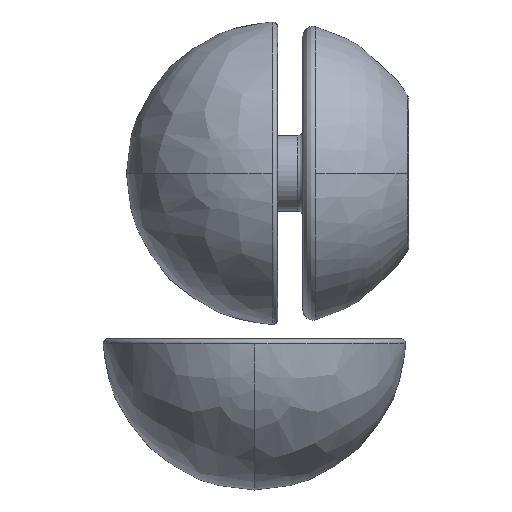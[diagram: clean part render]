
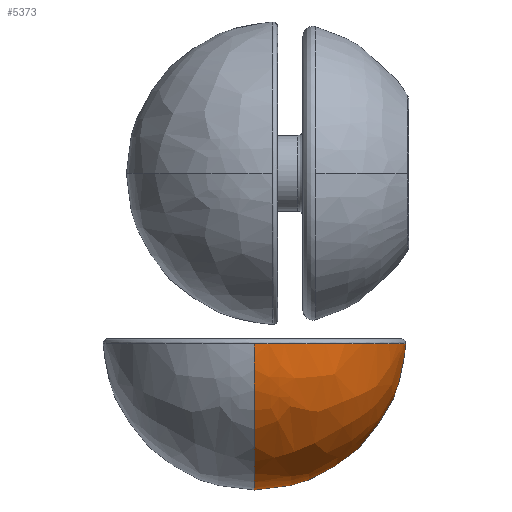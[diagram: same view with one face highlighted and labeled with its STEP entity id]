
A CAD part, left-side view. The second image highlights one B-rep face of the part: STEP entity #5373.
In plain terms, the highlighted free-form (B-spline) face has degree [2, 2] with [5, 3] control points.
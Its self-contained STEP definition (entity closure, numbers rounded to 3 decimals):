
#5216 = VERTEX_POINT('',#5217);
#5217 = CARTESIAN_POINT('',(178.83,6.369,
    -46.518));
#5242 = VERTEX_POINT('',#5243);
#5243 = CARTESIAN_POINT('',(137.58,-34.88,
    -46.518));
#5249 = EDGE_CURVE('',#5216,#5242,#5250,.T.);
#5250 = ( BOUNDED_CURVE() B_SPLINE_CURVE(2,(#5251,#5252,#5253),
.UNSPECIFIED.,.F.,.F.) B_SPLINE_CURVE_WITH_KNOTS((3,3),(4.712,
6.283),.PIECEWISE_BEZIER_KNOTS.) CURVE() 
GEOMETRIC_REPRESENTATION_ITEM() RATIONAL_B_SPLINE_CURVE((1.,
0.707,1.)) REPRESENTATION_ITEM('') );
#5251 = CARTESIAN_POINT('',(178.83,6.369,
    -46.518));
#5252 = CARTESIAN_POINT('',(178.83,-34.88,
    -46.518));
#5253 = CARTESIAN_POINT('',(137.58,-34.88,
    -46.518));
#5307 = EDGE_CURVE('',#5308,#5216,#5310,.T.);
#5308 = VERTEX_POINT('',#5309);
#5309 = CARTESIAN_POINT('',(137.58,6.369,
    -86.369));
#5310 = ( BOUNDED_CURVE() B_SPLINE_CURVE(2,(#5311,#5312,#5313),
.UNSPECIFIED.,.F.,.F.) B_SPLINE_CURVE_WITH_KNOTS((3,3),(0.,
1.536),.PIECEWISE_BEZIER_KNOTS.) CURVE() 
GEOMETRIC_REPRESENTATION_ITEM() RATIONAL_B_SPLINE_CURVE((1.,
0.719,1.)) REPRESENTATION_ITEM('') );
#5311 = CARTESIAN_POINT('',(137.58,6.369,
    -86.369));
#5312 = CARTESIAN_POINT('',(177.455,6.369,
    -86.369));
#5313 = CARTESIAN_POINT('',(178.83,6.369,
    -46.518));
#5315 = EDGE_CURVE('',#5308,#5316,#5318,.T.);
#5316 = VERTEX_POINT('',#5317);
#5317 = CARTESIAN_POINT('',(96.331,6.369,
    -46.518));
#5318 = ( BOUNDED_CURVE() B_SPLINE_CURVE(2,(#5319,#5320,#5321),
.UNSPECIFIED.,.F.,.F.) B_SPLINE_CURVE_WITH_KNOTS((3,3),(3.142,
4.678),.PIECEWISE_BEZIER_KNOTS.) CURVE() 
GEOMETRIC_REPRESENTATION_ITEM() RATIONAL_B_SPLINE_CURVE((1.,
0.719,1.)) REPRESENTATION_ITEM('') );
#5319 = CARTESIAN_POINT('',(137.58,6.369,
    -86.369));
#5320 = CARTESIAN_POINT('',(97.706,6.369,
    -86.369));
#5321 = CARTESIAN_POINT('',(96.331,6.369,
    -46.518));
#5373 = ADVANCED_FACE('',(#5374),#5385,.T.);
#5374 = FACE_BOUND('',#5375,.T.);
#5375 = EDGE_LOOP('',(#5376,#5377,#5378,#5379));
#5376 = ORIENTED_EDGE('',*,*,#5315,.F.);
#5377 = ORIENTED_EDGE('',*,*,#5307,.T.);
#5378 = ORIENTED_EDGE('',*,*,#5249,.T.);
#5379 = ORIENTED_EDGE('',*,*,#5380,.T.);
#5380 = EDGE_CURVE('',#5242,#5316,#5381,.T.);
#5381 = ( BOUNDED_CURVE() B_SPLINE_CURVE(2,(#5382,#5383,#5384),
.UNSPECIFIED.,.F.,.F.) B_SPLINE_CURVE_WITH_KNOTS((3,3),(0.,
1.571),.PIECEWISE_BEZIER_KNOTS.) CURVE() 
GEOMETRIC_REPRESENTATION_ITEM() RATIONAL_B_SPLINE_CURVE((1.,
0.707,1.)) REPRESENTATION_ITEM('') );
#5382 = CARTESIAN_POINT('',(137.58,-34.88,
    -46.518));
#5383 = CARTESIAN_POINT('',(96.331,-34.88,
    -46.518));
#5384 = CARTESIAN_POINT('',(96.331,6.369,
    -46.518));
#5385 = ( BOUNDED_SURFACE() B_SPLINE_SURFACE(2,2,(
    (#5386,#5387,#5388)
    ,(#5389,#5390,#5391)
    ,(#5392,#5393,#5394)
    ,(#5395,#5396,#5397)
    ,(#5398,#5399,#5400
)),.UNSPECIFIED.,.F.,.F.,.F.) B_SPLINE_SURFACE_WITH_KNOTS((3,2,3),(3,3),
  (0.034,1.571,3.107),(-1.536,
    0.),.PIECEWISE_BEZIER_KNOTS.) 
GEOMETRIC_REPRESENTATION_ITEM() RATIONAL_B_SPLINE_SURFACE((
    (1.,0.719,1.)
    ,(0.719,0.517,0.719)
    ,(1.,0.719,1.)
    ,(0.719,0.517,0.719)
,(1.,0.719,1.))) REPRESENTATION_ITEM('') SURFACE() );
#5386 = CARTESIAN_POINT('',(139.003,-34.88,
    -45.144));
#5387 = CARTESIAN_POINT('',(178.83,-33.505,
    -46.518));
#5388 = CARTESIAN_POINT('',(178.83,6.369,
    -46.518));
#5389 = CARTESIAN_POINT('',(138.955,-34.88,
    -46.518));
#5390 = CARTESIAN_POINT('',(177.455,-33.505,
    -86.369));
#5391 = CARTESIAN_POINT('',(177.455,6.369,
    -86.369));
#5392 = CARTESIAN_POINT('',(137.58,-34.88,
    -46.518));
#5393 = CARTESIAN_POINT('',(137.58,-33.505,
    -86.369));
#5394 = CARTESIAN_POINT('',(137.58,6.369,
    -86.369));
#5395 = CARTESIAN_POINT('',(136.205,-34.88,
    -46.518));
#5396 = CARTESIAN_POINT('',(97.706,-33.505,
    -86.369));
#5397 = CARTESIAN_POINT('',(97.706,6.369,
    -86.369));
#5398 = CARTESIAN_POINT('',(136.158,-34.88,
    -45.144));
#5399 = CARTESIAN_POINT('',(96.331,-33.505,
    -46.518));
#5400 = CARTESIAN_POINT('',(96.331,6.369,
    -46.518));
